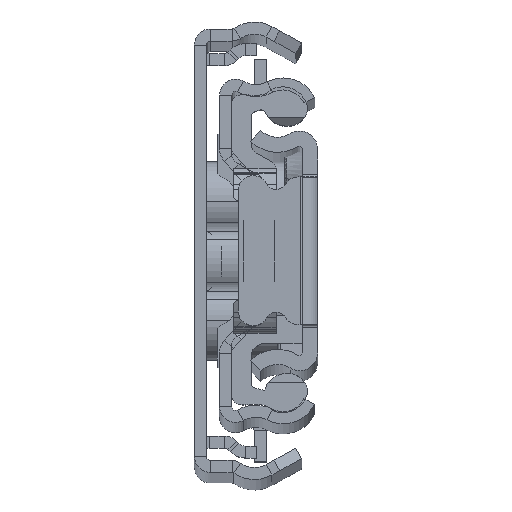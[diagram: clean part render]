
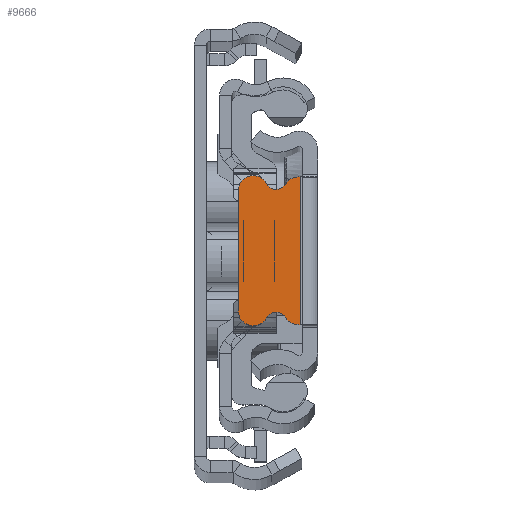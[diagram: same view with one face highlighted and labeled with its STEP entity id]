
A CAD part, top view. The second image highlights one B-rep face of the part: STEP entity #9666.
In plain terms, the highlighted planar face has unit normal (0, 0, 1).
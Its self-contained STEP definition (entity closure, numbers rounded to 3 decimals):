
#196 = CARTESIAN_POINT ( 'NONE',  ( 594.071, 0., 0. ) ) ;
#278 = CARTESIAN_POINT ( 'NONE',  ( -6.429, 6., 0. ) ) ;
#593 = PLANE ( 'NONE',  #12320 ) ;
#1675 = DIRECTION ( 'NONE',  ( 0., -1., 0. ) ) ;
#1728 = VERTEX_POINT ( 'NONE', #3420 ) ;
#1797 = EDGE_CURVE ( 'NONE', #18408, #1728, #24067, .T. ) ;
#1931 = CARTESIAN_POINT ( 'NONE',  ( -7.929, 6., 0. ) ) ;
#1966 = ORIENTED_EDGE ( 'NONE', *, *, #1797, .T. ) ;
#2062 = DIRECTION ( 'NONE',  ( -1., 0., 0. ) ) ;
#3163 = AXIS2_PLACEMENT_3D ( 'NONE', #22240, #12130, #2062 ) ;
#3228 = VERTEX_POINT ( 'NONE', #17391 ) ;
#3235 = VERTEX_POINT ( 'NONE', #23116 ) ;
#3342 = CIRCLE ( 'NONE', #7166, 1.5 ) ;
#3420 = CARTESIAN_POINT ( 'NONE',  ( -5.109, 6.713, 0. ) ) ;
#3931 = VECTOR ( 'NONE', #1675, 1000. ) ;
#4028 = DIRECTION ( 'NONE',  ( 0., 0., 1. ) ) ;
#4123 = EDGE_CURVE ( 'NONE', #4156, #9998, #17727, .T. ) ;
#4148 = AXIS2_PLACEMENT_3D ( 'NONE', #19224, #23331, #13636 ) ;
#4156 = VERTEX_POINT ( 'NONE', #1931 ) ;
#4429 = DIRECTION ( 'NONE',  ( 0., 0., 1. ) ) ;
#4452 = FACE_OUTER_BOUND ( 'NONE', #12463, .T. ) ;
#4667 = EDGE_CURVE ( 'NONE', #19617, #7384, #23215, .T. ) ;
#5087 = DIRECTION ( 'NONE',  ( 1., 0., 0. ) ) ;
#5487 = LINE ( 'NONE', #13562, #18590 ) ;
#6479 = CARTESIAN_POINT ( 'NONE',  ( -3.206, 6.658, 0. ) ) ;
#6574 = DIRECTION ( 'NONE',  ( 1., 0., 0. ) ) ;
#6929 = ORIENTED_EDGE ( 'NONE', *, *, #18806, .F. ) ;
#7166 = AXIS2_PLACEMENT_3D ( 'NONE', #9277, #17360, #16843 ) ;
#7384 = VERTEX_POINT ( 'NONE', #14752 ) ;
#7753 = CARTESIAN_POINT ( 'NONE',  ( -7.929, -6., 0. ) ) ;
#8114 = DIRECTION ( 'NONE',  ( -1., 0., 0. ) ) ;
#8421 = ORIENTED_EDGE ( 'NONE', *, *, #10032, .T. ) ;
#9277 = CARTESIAN_POINT ( 'NONE',  ( -1.929, 5.87, 0. ) ) ;
#9666 = ADVANCED_FACE ( 'NONE', ( #4452 ), #593, .T. ) ;
#9796 = CIRCLE ( 'NONE', #22510, 1.5 ) ;
#9998 = VERTEX_POINT ( 'NONE', #7753 ) ;
#10032 = EDGE_CURVE ( 'NONE', #9998, #21257, #9796, .T. ) ;
#10114 = CARTESIAN_POINT ( 'NONE',  ( -6.429, -6., 0. ) ) ;
#10150 = DIRECTION ( 'NONE',  ( 0., -1., 0. ) ) ;
#10314 = CARTESIAN_POINT ( 'NONE',  ( -3.206, -6.658, 0. ) ) ;
#10411 = LINE ( 'NONE', #14138, #18865 ) ;
#11038 = LINE ( 'NONE', #12649, #23700 ) ;
#11713 = DIRECTION ( 'NONE',  ( 1., 0., 0. ) ) ;
#11755 = AXIS2_PLACEMENT_3D ( 'NONE', #22087, #4429, #18349 ) ;
#12130 = DIRECTION ( 'NONE',  ( 0., 0., -1. ) ) ;
#12320 = AXIS2_PLACEMENT_3D ( 'NONE', #196, #16912, #6574 ) ;
#12463 = EDGE_LOOP ( 'NONE', ( #6929, #13219, #24499, #1966, #14750, #23495, #8421, #14900, #19120, #14723 ) ) ;
#12649 = CARTESIAN_POINT ( 'NONE',  ( -1.929, 7.37, 0. ) ) ;
#13219 = ORIENTED_EDGE ( 'NONE', *, *, #22528, .F. ) ;
#13562 = CARTESIAN_POINT ( 'NONE',  ( -1.929, -7.37, 0. ) ) ;
#13636 = DIRECTION ( 'NONE',  ( 1., 0., 0. ) ) ;
#14138 = CARTESIAN_POINT ( 'NONE',  ( -1.75, 0., 0. ) ) ;
#14613 = DIRECTION ( 'NONE',  ( 0., 0., 1. ) ) ;
#14723 = ORIENTED_EDGE ( 'NONE', *, *, #22633, .F. ) ;
#14750 = ORIENTED_EDGE ( 'NONE', *, *, #23832, .T. ) ;
#14752 = CARTESIAN_POINT ( 'NONE',  ( -1.929, -7.37, 0. ) ) ;
#14900 = ORIENTED_EDGE ( 'NONE', *, *, #18882, .T. ) ;
#16615 = CIRCLE ( 'NONE', #17884, 1.5 ) ;
#16843 = DIRECTION ( 'NONE',  ( -1., 0., 0. ) ) ;
#16912 = DIRECTION ( 'NONE',  ( 0., 0., 1. ) ) ;
#17290 = VERTEX_POINT ( 'NONE', #23201 ) ;
#17360 = DIRECTION ( 'NONE',  ( 0., 0., 1. ) ) ;
#17391 = CARTESIAN_POINT ( 'NONE',  ( -1.929, 7.37, 0. ) ) ;
#17727 = LINE ( 'NONE', #25851, #3931 ) ;
#17884 = AXIS2_PLACEMENT_3D ( 'NONE', #278, #14613, #8114 ) ;
#18057 = EDGE_CURVE ( 'NONE', #3228, #18408, #3342, .T. ) ;
#18349 = DIRECTION ( 'NONE',  ( 1., 0., 0. ) ) ;
#18408 = VERTEX_POINT ( 'NONE', #6479 ) ;
#18431 = CIRCLE ( 'NONE', #3163, 1.1 ) ;
#18590 = VECTOR ( 'NONE', #19674, 1000. ) ;
#18806 = EDGE_CURVE ( 'NONE', #3235, #17290, #10411, .T. ) ;
#18865 = VECTOR ( 'NONE', #10150, 1000. ) ;
#18882 = EDGE_CURVE ( 'NONE', #21257, #19617, #18431, .T. ) ;
#19120 = ORIENTED_EDGE ( 'NONE', *, *, #4667, .T. ) ;
#19224 = CARTESIAN_POINT ( 'NONE',  ( -4.142, 7.236, 0. ) ) ;
#19617 = VERTEX_POINT ( 'NONE', #10314 ) ;
#19674 = DIRECTION ( 'NONE',  ( -1., 0., 0. ) ) ;
#21257 = VERTEX_POINT ( 'NONE', #25888 ) ;
#22087 = CARTESIAN_POINT ( 'NONE',  ( -1.929, -5.87, 0. ) ) ;
#22240 = CARTESIAN_POINT ( 'NONE',  ( -4.142, -7.236, 0. ) ) ;
#22510 = AXIS2_PLACEMENT_3D ( 'NONE', #10114, #4028, #11713 ) ;
#22528 = EDGE_CURVE ( 'NONE', #3228, #3235, #11038, .T. ) ;
#22633 = EDGE_CURVE ( 'NONE', #17290, #7384, #5487, .T. ) ;
#23116 = CARTESIAN_POINT ( 'NONE',  ( -1.75, 7.37, 0. ) ) ;
#23201 = CARTESIAN_POINT ( 'NONE',  ( -1.75, -7.37, 0. ) ) ;
#23215 = CIRCLE ( 'NONE', #11755, 1.5 ) ;
#23331 = DIRECTION ( 'NONE',  ( 0., 0., -1. ) ) ;
#23495 = ORIENTED_EDGE ( 'NONE', *, *, #4123, .T. ) ;
#23700 = VECTOR ( 'NONE', #5087, 1000. ) ;
#23832 = EDGE_CURVE ( 'NONE', #1728, #4156, #16615, .T. ) ;
#24067 = CIRCLE ( 'NONE', #4148, 1.1 ) ;
#24499 = ORIENTED_EDGE ( 'NONE', *, *, #18057, .T. ) ;
#25851 = CARTESIAN_POINT ( 'NONE',  ( -7.929, -6., 0. ) ) ;
#25888 = CARTESIAN_POINT ( 'NONE',  ( -5.109, -6.713, 0. ) ) ;
